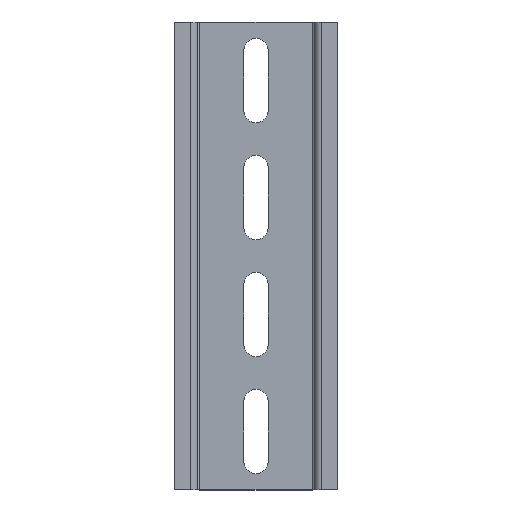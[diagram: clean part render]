
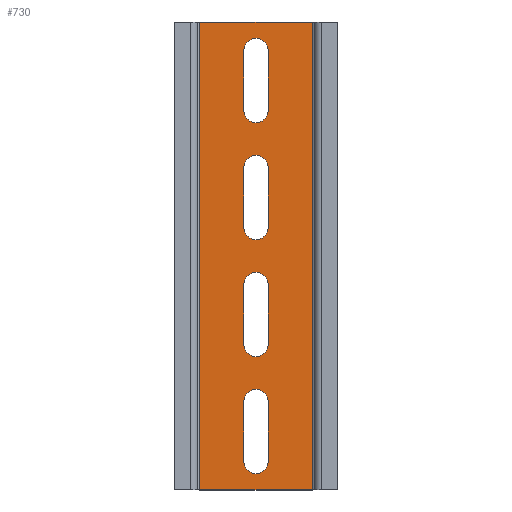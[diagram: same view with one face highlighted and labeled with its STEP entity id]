
A CAD part, top view. The second image highlights one B-rep face of the part: STEP entity #730.
In plain terms, the highlighted planar face has unit normal (0, 0, 1).
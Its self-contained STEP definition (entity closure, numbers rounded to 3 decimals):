
#15=FACE_BOUND('',#115,.T.);
#16=FACE_BOUND('',#116,.T.);
#17=FACE_BOUND('',#117,.T.);
#18=FACE_BOUND('',#118,.T.);
#23=CIRCLE('',#779,2.6);
#25=CIRCLE('',#783,2.6);
#29=CIRCLE('',#789,2.6);
#30=CIRCLE('',#790,2.6);
#31=CIRCLE('',#791,2.6);
#32=CIRCLE('',#792,2.6);
#33=CIRCLE('',#793,2.6);
#34=CIRCLE('',#794,2.6);
#76=FACE_OUTER_BOUND('',#114,.T.);
#114=EDGE_LOOP('',(#507,#508,#509,#510));
#115=EDGE_LOOP('',(#511,#512,#513,#514));
#116=EDGE_LOOP('',(#515,#516,#517,#518));
#117=EDGE_LOOP('',(#519,#520,#521,#522));
#118=EDGE_LOOP('',(#523,#524,#525,#526));
#155=LINE('',#1069,#231);
#160=LINE('',#1083,#236);
#163=LINE('',#1095,#239);
#165=LINE('',#1101,#241);
#166=LINE('',#1103,#242);
#167=LINE('',#1104,#243);
#168=LINE('',#1107,#244);
#169=LINE('',#1111,#245);
#170=LINE('',#1115,#246);
#171=LINE('',#1119,#247);
#172=LINE('',#1123,#248);
#173=LINE('',#1127,#249);
#231=VECTOR('',#851,10.);
#236=VECTOR('',#864,10.);
#239=VECTOR('',#877,10.);
#241=VECTOR('',#883,10.);
#242=VECTOR('',#884,10.);
#243=VECTOR('',#885,10.);
#244=VECTOR('',#886,10.);
#245=VECTOR('',#889,10.);
#246=VECTOR('',#892,10.);
#247=VECTOR('',#895,10.);
#248=VECTOR('',#898,10.);
#249=VECTOR('',#901,10.);
#307=VERTEX_POINT('',#1067);
#308=VERTEX_POINT('',#1068);
#311=VERTEX_POINT('',#1076);
#313=VERTEX_POINT('',#1082);
#316=VERTEX_POINT('',#1092);
#317=VERTEX_POINT('',#1094);
#319=VERTEX_POINT('',#1100);
#320=VERTEX_POINT('',#1102);
#321=VERTEX_POINT('',#1105);
#322=VERTEX_POINT('',#1106);
#323=VERTEX_POINT('',#1108);
#324=VERTEX_POINT('',#1110);
#325=VERTEX_POINT('',#1113);
#326=VERTEX_POINT('',#1114);
#327=VERTEX_POINT('',#1116);
#328=VERTEX_POINT('',#1118);
#329=VERTEX_POINT('',#1121);
#330=VERTEX_POINT('',#1122);
#331=VERTEX_POINT('',#1124);
#332=VERTEX_POINT('',#1126);
#379=EDGE_CURVE('',#307,#308,#155,.T.);
#383=EDGE_CURVE('',#311,#307,#23,.T.);
#386=EDGE_CURVE('',#313,#311,#160,.T.);
#389=EDGE_CURVE('',#308,#313,#25,.T.);
#392=EDGE_CURVE('',#316,#317,#163,.T.);
#395=EDGE_CURVE('',#319,#316,#165,.T.);
#396=EDGE_CURVE('',#320,#319,#166,.T.);
#397=EDGE_CURVE('',#317,#320,#167,.T.);
#398=EDGE_CURVE('',#321,#322,#168,.T.);
#399=EDGE_CURVE('',#322,#323,#29,.T.);
#400=EDGE_CURVE('',#323,#324,#169,.T.);
#401=EDGE_CURVE('',#324,#321,#30,.T.);
#402=EDGE_CURVE('',#325,#326,#170,.T.);
#403=EDGE_CURVE('',#326,#327,#31,.T.);
#404=EDGE_CURVE('',#327,#328,#171,.T.);
#405=EDGE_CURVE('',#328,#325,#32,.T.);
#406=EDGE_CURVE('',#329,#330,#172,.T.);
#407=EDGE_CURVE('',#330,#331,#33,.T.);
#408=EDGE_CURVE('',#331,#332,#173,.T.);
#409=EDGE_CURVE('',#332,#329,#34,.T.);
#507=ORIENTED_EDGE('',*,*,#392,.F.);
#508=ORIENTED_EDGE('',*,*,#395,.F.);
#509=ORIENTED_EDGE('',*,*,#396,.F.);
#510=ORIENTED_EDGE('',*,*,#397,.F.);
#511=ORIENTED_EDGE('',*,*,#398,.T.);
#512=ORIENTED_EDGE('',*,*,#399,.T.);
#513=ORIENTED_EDGE('',*,*,#400,.T.);
#514=ORIENTED_EDGE('',*,*,#401,.T.);
#515=ORIENTED_EDGE('',*,*,#402,.T.);
#516=ORIENTED_EDGE('',*,*,#403,.T.);
#517=ORIENTED_EDGE('',*,*,#404,.T.);
#518=ORIENTED_EDGE('',*,*,#405,.T.);
#519=ORIENTED_EDGE('',*,*,#406,.T.);
#520=ORIENTED_EDGE('',*,*,#407,.T.);
#521=ORIENTED_EDGE('',*,*,#408,.T.);
#522=ORIENTED_EDGE('',*,*,#409,.T.);
#523=ORIENTED_EDGE('',*,*,#379,.T.);
#524=ORIENTED_EDGE('',*,*,#389,.T.);
#525=ORIENTED_EDGE('',*,*,#386,.T.);
#526=ORIENTED_EDGE('',*,*,#383,.T.);
#705=PLANE('',#788);
#730=ADVANCED_FACE('',(#76,#15,#16,#17,#18),#705,.T.);
#779=AXIS2_PLACEMENT_3D('',#1077,#857,#858);
#783=AXIS2_PLACEMENT_3D('',#1088,#869,#870);
#788=AXIS2_PLACEMENT_3D('',#1099,#881,#882);
#789=AXIS2_PLACEMENT_3D('',#1109,#887,#888);
#790=AXIS2_PLACEMENT_3D('',#1112,#890,#891);
#791=AXIS2_PLACEMENT_3D('',#1117,#893,#894);
#792=AXIS2_PLACEMENT_3D('',#1120,#896,#897);
#793=AXIS2_PLACEMENT_3D('',#1125,#899,#900);
#794=AXIS2_PLACEMENT_3D('',#1128,#902,#903);
#851=DIRECTION('',(0.,-1.,0.));
#857=DIRECTION('center_axis',(0.,0.,-1.));
#858=DIRECTION('ref_axis',(1.,0.,0.));
#864=DIRECTION('',(0.,1.,0.));
#869=DIRECTION('center_axis',(0.,0.,-1.));
#870=DIRECTION('ref_axis',(-1.,0.,0.));
#877=DIRECTION('',(0.,1.,0.));
#881=DIRECTION('center_axis',(0.,0.,1.));
#882=DIRECTION('ref_axis',(1.,0.,0.));
#883=DIRECTION('',(-1.,0.,0.));
#884=DIRECTION('',(0.,-1.,0.));
#885=DIRECTION('',(1.,0.,0.));
#886=DIRECTION('',(0.,-1.,0.));
#887=DIRECTION('center_axis',(0.,0.,-1.));
#888=DIRECTION('ref_axis',(-1.,0.,0.));
#889=DIRECTION('',(0.,1.,0.));
#890=DIRECTION('center_axis',(0.,0.,-1.));
#891=DIRECTION('ref_axis',(1.,0.,0.));
#892=DIRECTION('',(0.,-1.,0.));
#893=DIRECTION('center_axis',(0.,0.,-1.));
#894=DIRECTION('ref_axis',(-1.,0.,0.));
#895=DIRECTION('',(0.,1.,0.));
#896=DIRECTION('center_axis',(0.,0.,-1.));
#897=DIRECTION('ref_axis',(1.,0.,0.));
#898=DIRECTION('',(0.,-1.,0.));
#899=DIRECTION('center_axis',(0.,0.,-1.));
#900=DIRECTION('ref_axis',(-1.,0.,0.));
#901=DIRECTION('',(0.,1.,0.));
#902=DIRECTION('center_axis',(0.,0.,-1.));
#903=DIRECTION('ref_axis',(1.,0.,0.));
#1067=CARTESIAN_POINT('',(2.6,18.9,1.));
#1068=CARTESIAN_POINT('',(2.6,6.1,1.));
#1069=CARTESIAN_POINT('',(2.6,9.45,1.));
#1076=CARTESIAN_POINT('',(-2.6,18.9,1.));
#1077=CARTESIAN_POINT('Origin',(0.,18.9,1.));
#1082=CARTESIAN_POINT('',(-2.6,6.1,1.));
#1083=CARTESIAN_POINT('',(-2.6,3.05,1.));
#1088=CARTESIAN_POINT('Origin',(0.,6.1,1.));
#1092=CARTESIAN_POINT('',(-12.,0.,1.));
#1094=CARTESIAN_POINT('',(-12.,100.,1.));
#1095=CARTESIAN_POINT('',(-12.,0.,1.));
#1099=CARTESIAN_POINT('Origin',(-12.5,0.,1.));
#1100=CARTESIAN_POINT('',(12.,0.,1.));
#1101=CARTESIAN_POINT('',(13.5,0.,1.));
#1102=CARTESIAN_POINT('',(12.,100.,1.));
#1103=CARTESIAN_POINT('',(12.,0.,1.));
#1104=CARTESIAN_POINT('',(13.5,100.,1.));
#1105=CARTESIAN_POINT('',(2.6,93.9,1.));
#1106=CARTESIAN_POINT('',(2.6,81.1,1.));
#1107=CARTESIAN_POINT('',(2.6,84.45,1.));
#1108=CARTESIAN_POINT('',(-2.6,81.1,1.));
#1109=CARTESIAN_POINT('Origin',(0.,81.1,1.));
#1110=CARTESIAN_POINT('',(-2.6,93.9,1.));
#1111=CARTESIAN_POINT('',(-2.6,78.05,1.));
#1112=CARTESIAN_POINT('Origin',(0.,93.9,1.));
#1113=CARTESIAN_POINT('',(2.6,68.9,1.));
#1114=CARTESIAN_POINT('',(2.6,56.1,1.));
#1115=CARTESIAN_POINT('',(2.6,59.45,1.));
#1116=CARTESIAN_POINT('',(-2.6,56.1,1.));
#1117=CARTESIAN_POINT('Origin',(0.,56.1,1.));
#1118=CARTESIAN_POINT('',(-2.6,68.9,1.));
#1119=CARTESIAN_POINT('',(-2.6,53.05,1.));
#1120=CARTESIAN_POINT('Origin',(0.,68.9,1.));
#1121=CARTESIAN_POINT('',(2.6,43.9,1.));
#1122=CARTESIAN_POINT('',(2.6,31.1,1.));
#1123=CARTESIAN_POINT('',(2.6,34.45,1.));
#1124=CARTESIAN_POINT('',(-2.6,31.1,1.));
#1125=CARTESIAN_POINT('Origin',(0.,31.1,1.));
#1126=CARTESIAN_POINT('',(-2.6,43.9,1.));
#1127=CARTESIAN_POINT('',(-2.6,28.05,1.));
#1128=CARTESIAN_POINT('Origin',(0.,43.9,1.));
